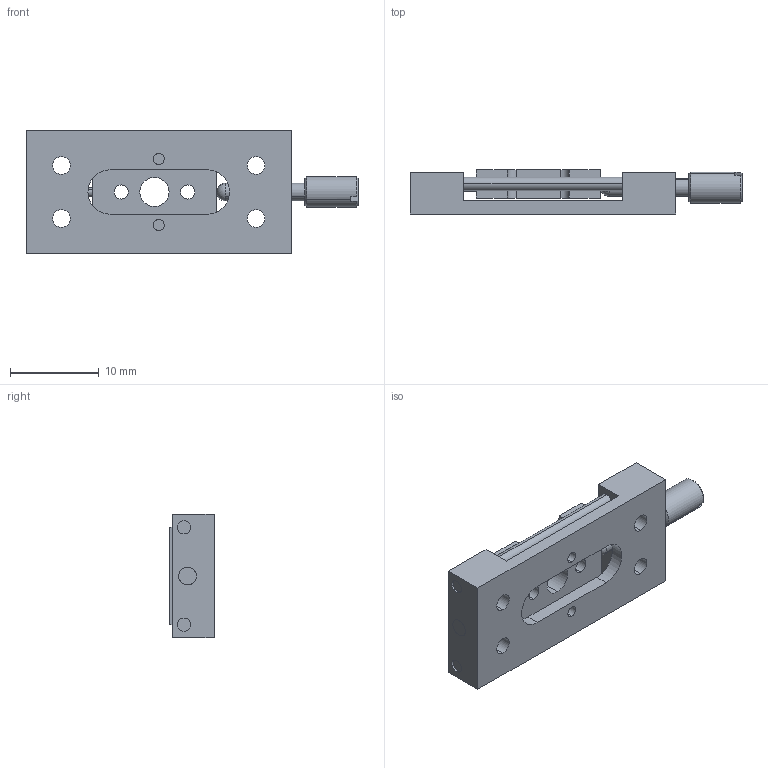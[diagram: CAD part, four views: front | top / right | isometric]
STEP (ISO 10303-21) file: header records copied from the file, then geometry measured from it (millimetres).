
FILE_DESCRIPTION (( 'STEP AP203' ), '1' );
FILE_NAME ('GCM-123101M 俋倰芞.STEP', '2018-06-21T06:35:21', ( 'china' ), ( 'china' ), 'SwSTEP 2.0', 'SolidWorks 2015', '' );
FILE_SCHEMA (( 'CONFIG_CONTROL_DESIGN' ));
Length unit declared in the file: centimetre
Products named in the file (1): GCM-123101M 俋倰芞
Bounding box: 37.51 x 5 x 14 mm (x, y, z)
Surface area: 2248.1 mm2 (no closed solid volume)
Topology: 0 solids, 7 shells, 95 faces, 270 edges, 185 vertices
Faces by surface type: cylinder 48, plane 41, cone 4, sphere 2
Entity records: 3391 total; most frequent: CARTESIAN_POINT 699, DIRECTION 576, ORIENTED_EDGE 496, EDGE_CURVE 268, AXIS2_PLACEMENT_3D 224, VERTEX_POINT 185, EDGE_LOOP 135, VECTOR 128
